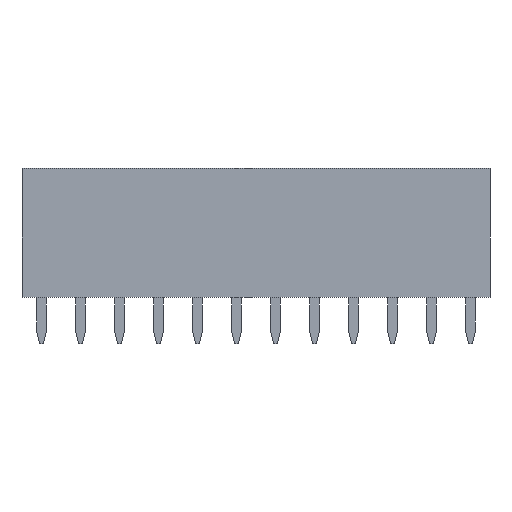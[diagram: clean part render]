
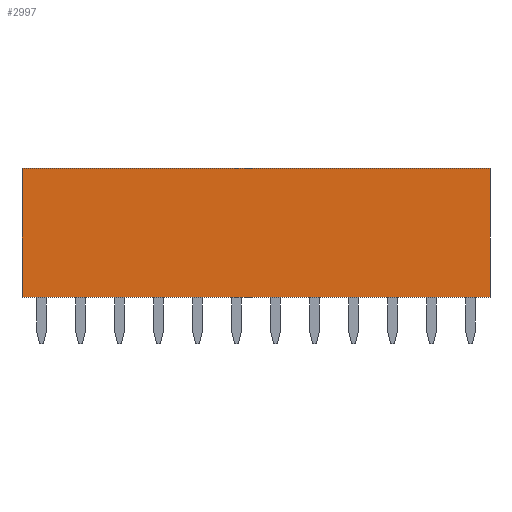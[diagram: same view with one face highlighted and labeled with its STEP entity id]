
A CAD part, front view. The second image highlights one B-rep face of the part: STEP entity #2997.
In plain terms, the highlighted planar face has unit normal (0, -1, 0).
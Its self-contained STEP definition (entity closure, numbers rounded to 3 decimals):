
#43 = EDGE_CURVE('',#44,#46,#48,.T.);
#44 = VERTEX_POINT('',#45);
#45 = CARTESIAN_POINT('',(29.21,-1.27,0.));
#46 = VERTEX_POINT('',#47);
#47 = CARTESIAN_POINT('',(29.21,-1.27,8.4));
#48 = LINE('',#49,#50);
#49 = CARTESIAN_POINT('',(29.21,-1.27,0.));
#50 = VECTOR('',#51,1.);
#51 = DIRECTION('',(0.,0.,1.));
#83 = EDGE_CURVE('',#84,#46,#86,.T.);
#84 = VERTEX_POINT('',#85);
#85 = CARTESIAN_POINT('',(-1.27,-1.27,8.4));
#86 = LINE('',#87,#88);
#87 = CARTESIAN_POINT('',(-1.27,-1.27,8.4));
#88 = VECTOR('',#89,1.);
#89 = DIRECTION('',(1.,0.,0.));
#531 = EDGE_CURVE('',#532,#84,#534,.T.);
#532 = VERTEX_POINT('',#533);
#533 = CARTESIAN_POINT('',(-1.27,-1.27,0.));
#534 = LINE('',#535,#536);
#535 = CARTESIAN_POINT('',(-1.27,-1.27,0.));
#536 = VECTOR('',#537,1.);
#537 = DIRECTION('',(0.,0.,1.));
#2997 = ADVANCED_FACE('',(#2998),#3009,.T.);
#2998 = FACE_BOUND('',#2999,.T.);
#2999 = EDGE_LOOP('',(#3000,#3001,#3007,#3008));
#3000 = ORIENTED_EDGE('',*,*,#531,.F.);
#3001 = ORIENTED_EDGE('',*,*,#3002,.T.);
#3002 = EDGE_CURVE('',#532,#44,#3003,.T.);
#3003 = LINE('',#3004,#3005);
#3004 = CARTESIAN_POINT('',(-1.27,-1.27,0.));
#3005 = VECTOR('',#3006,1.);
#3006 = DIRECTION('',(1.,0.,0.));
#3007 = ORIENTED_EDGE('',*,*,#43,.T.);
#3008 = ORIENTED_EDGE('',*,*,#83,.F.);
#3009 = PLANE('',#3010);
#3010 = AXIS2_PLACEMENT_3D('',#3011,#3012,#3013);
#3011 = CARTESIAN_POINT('',(13.97,-1.27,4.2));
#3012 = DIRECTION('',(-0.,-1.,-0.));
#3013 = DIRECTION('',(0.,0.,-1.));
